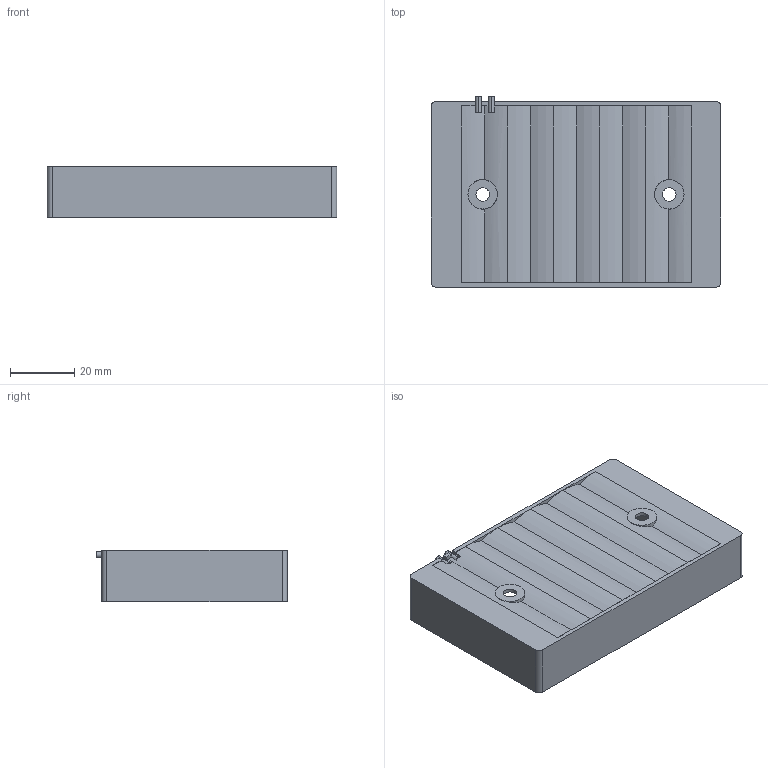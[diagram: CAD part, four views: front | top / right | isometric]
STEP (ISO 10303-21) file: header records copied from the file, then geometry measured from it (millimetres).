
FILE_DESCRIPTION (( 'STEP AP214' ), '1' );
FILE_NAME ('Battery Bracket.step', '2016-10-28T06:57:11', ( 'dell' ), ( '' ), 'SwSTEP 2.0', 'SolidWorks 2013', '' );
FILE_SCHEMA (( 'AUTOMOTIVE_DESIGN' ));
Length unit declared in the file: millimetre
Products named in the file (1): Battery Bracket
Bounding box: 90 x 59.2 x 16.1 mm (x, y, z)
Volume: 14169.9 mm3; surface area: 19538.1 mm2
Topology: 1 solids, 1 shells, 81 faces, 222 edges, 140 vertices
Faces by surface type: plane 45, cylinder 36
Entity records: 3757 total; most frequent: CARTESIAN_POINT 720, DIRECTION 458, ORIENTED_EDGE 444, EDGE_CURVE 222, AXIS2_PLACEMENT_3D 170, VERTEX_POINT 140, VECTOR 118, LINE 118
